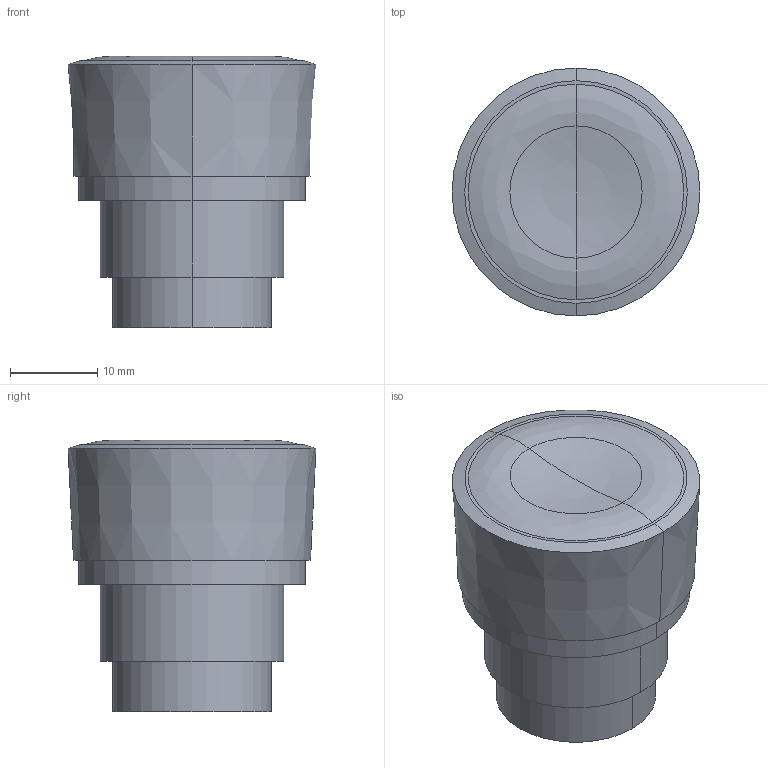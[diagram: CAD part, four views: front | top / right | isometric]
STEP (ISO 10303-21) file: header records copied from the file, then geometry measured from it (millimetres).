
FILE_DESCRIPTION(('STEP AP242'),'1');
FILE_NAME('zb4_ba14.stp','2019-10-01T13:38:10',('TraceParts'),('TraceParts S.A.'),'Spatial InterOp 3D',' ',' ');
FILE_SCHEMA(('AP242_MANAGED_MODEL_BASED_3D_ENGINEERING_MIM_LF {1 0 10303 442 1 1 4}'));
Length unit declared in the file: millimetre
Products named in the file (1): zb4_ba14
Bounding box: 28.4 x 28.4 x 31.11 mm (x, y, z)
Volume: 14152.4 mm3; surface area: 3479.9 mm2
Topology: 1 solids, 1 shells, 19 faces, 38 edges, 23 vertices
Faces by surface type: cylinder 6, plane 5, cone 4, bspline 2, sphere 2
Entity records: 717 total; most frequent: CARTESIAN_POINT 139, DIRECTION 94, ORIENTED_EDGE 72, AXIS2_PLACEMENT_3D 42, EDGE_CURVE 36, CIRCLE 24, EDGE_LOOP 23, VERTEX_POINT 23
